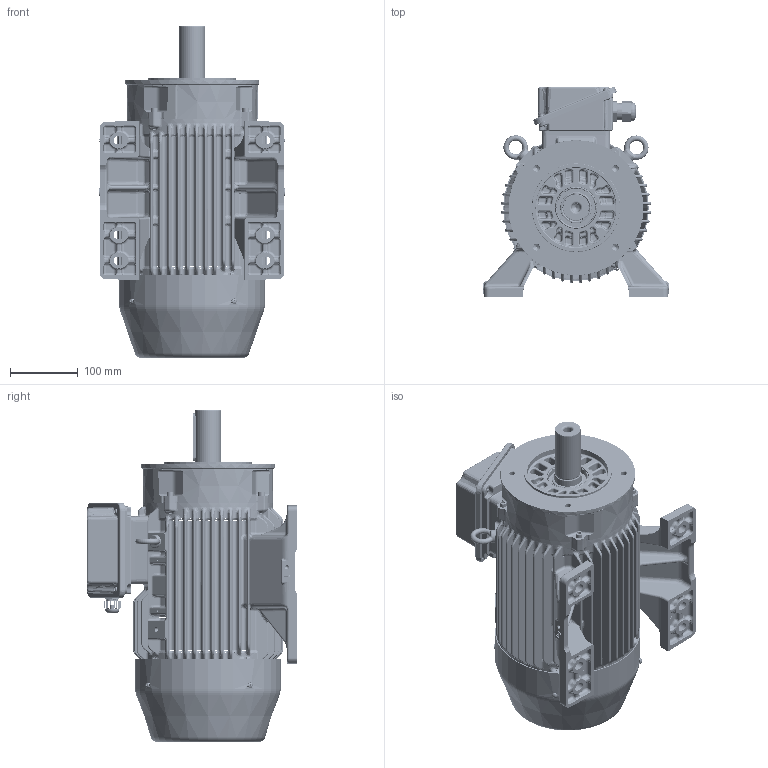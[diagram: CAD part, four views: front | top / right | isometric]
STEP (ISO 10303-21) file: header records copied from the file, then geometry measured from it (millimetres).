
FILE_DESCRIPTION(/* description */ (''),/* implementation_level */ '2;1');
FILE_NAME(/* name */ '6521758xx.stp',/* time_stamp */ '2021-03-30T14:37:50+03:00',/* author */ (''),/* organization */ (''),/* preprocessor_version */ 'ST-DEVELOPER v16',/* originating_system */ 'SIEMENS PLM Software NX 11.0',/* authorisation */ '');
FILE_SCHEMA (('AUTOMOTIVE_DESIGN { 1 0 10303 214 3 1 1 1 }'));
Products named in the file (1): 26000A30F4D8rozp
Bounding box: 275 x 311.13 x 491 mm (x, y, z)
Surface area: 882229.5 mm2 (no closed solid volume)
Topology: 0 solids, 151 shells, 5393 faces, 16742 edges, 10795 vertices
Faces by surface type: bspline 1966, cylinder 1523, plane 1040, torus 344, cone 288, sphere 229, extrusion 3
Full cylindrical faces by diameter (mm): 2.5 x2, 5 x8, 6 x1, 6.3 x1, 6.8 x2, 8 x5, 8.5 x4, 8.65 x4, 10 x6, 10.2 x1, 11.3 x1, 13 x1, 17.2 x2, 20 x2, 21 x1, 24.5 x1, 25.25 x2, 27.7 x2, 37.4 x1, 38 x1, 40 x1, 58.4 x1, 58.6 x1, 61 x1, 130 x1, 199.5 x1, 212 x1, 215 x1
Entity records: 245926 total; most frequent: CARTESIAN_POINT 113520, ORIENTED_EDGE 26754, DIRECTION 24766, EDGE_CURVE 16207, VERTEX_POINT 10751, AXIS2_PLACEMENT_3D 9945, EDGE_LOOP 5806, CIRCLE 5677
